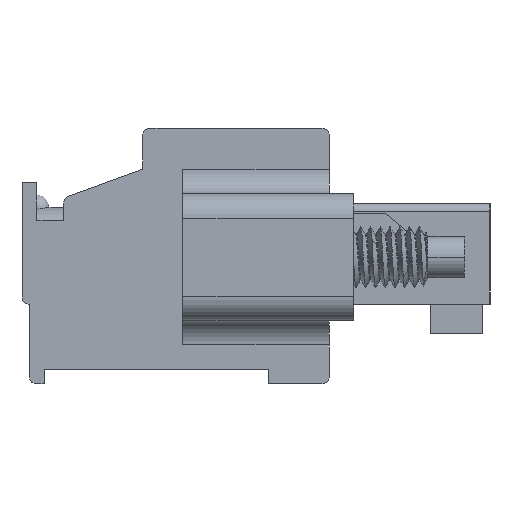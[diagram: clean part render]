
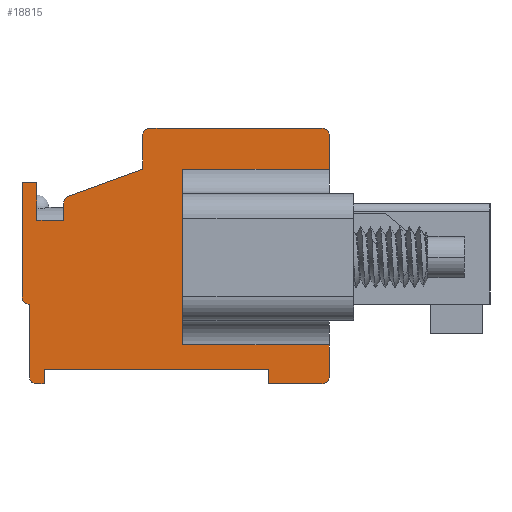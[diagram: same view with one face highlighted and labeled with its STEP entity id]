
A CAD part, left-side view. The second image highlights one B-rep face of the part: STEP entity #18815.
In plain terms, the highlighted planar face has unit normal (-1, 0, 0).
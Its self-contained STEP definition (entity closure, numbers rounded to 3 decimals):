
#2623=CARTESIAN_POINT('',(0.,3.43,2.221));
#2624=DIRECTION('',(-1.,0.,0.));
#2625=DIRECTION('',(0.,0.342,0.94));
#2626=AXIS2_PLACEMENT_3D('',#2623,#2624,#2625);
#2628=DIRECTION('',(0.,-0.94,0.342));
#2629=VECTOR('',#2628,3.238);
#2630=CARTESIAN_POINT('',(0.,3.533,2.503));
#2631=LINE('',#2630,#2629);
#2632=DIRECTION('',(0.,0.,1.));
#2633=VECTOR('',#2632,1.39);
#2634=CARTESIAN_POINT('',(0.,0.49,3.61));
#2635=LINE('',#2634,#2633);
#2636=CARTESIAN_POINT('',(0.,0.19,5.));
#2637=DIRECTION('',(1.,0.,0.));
#2638=DIRECTION('',(0.,1.,0.));
#2639=AXIS2_PLACEMENT_3D('',#2636,#2637,#2638);
#2641=DIRECTION('',(0.,-1.,0.));
#2642=VECTOR('',#2641,7.05);
#2643=CARTESIAN_POINT('',(0.,0.19,5.3));
#2644=LINE('',#2643,#2642);
#2645=CARTESIAN_POINT('',(0.,-6.86,5.));
#2646=DIRECTION('',(1.,0.,0.));
#2647=DIRECTION('',(0.,0.,1.));
#2648=AXIS2_PLACEMENT_3D('',#2645,#2646,#2647);
#2650=DIRECTION('',(0.,0.,-1.));
#2651=VECTOR('',#2650,1.4);
#2652=CARTESIAN_POINT('',(0.,-7.16,5.));
#2653=LINE('',#2652,#2651);
#2654=DIRECTION('',(0.,0.,-1.));
#2655=VECTOR('',#2654,1.3);
#2656=CARTESIAN_POINT('',(0.,-7.16,-3.6));
#2657=LINE('',#2656,#2655);
#2658=CARTESIAN_POINT('',(0.,-6.86,-4.9));
#2659=DIRECTION('',(1.,0.,0.));
#2660=DIRECTION('',(0.,-1.,0.));
#2661=AXIS2_PLACEMENT_3D('',#2658,#2659,#2660);
#2663=DIRECTION('',(0.,1.,0.));
#2664=VECTOR('',#2663,2.2);
#2665=CARTESIAN_POINT('',(0.,-6.86,-5.2));
#2666=LINE('',#2665,#2664);
#2667=DIRECTION('',(0.,0.,1.));
#2668=VECTOR('',#2667,0.61);
#2669=CARTESIAN_POINT('',(0.,-4.66,-5.2));
#2670=LINE('',#2669,#2668);
#2671=DIRECTION('',(0.,1.,0.));
#2672=VECTOR('',#2671,9.19);
#2673=CARTESIAN_POINT('',(0.,-4.66,-4.59));
#2674=LINE('',#2673,#2672);
#2675=DIRECTION('',(0.,0.,-1.));
#2676=VECTOR('',#2675,0.61);
#2677=CARTESIAN_POINT('',(0.,4.53,-4.59));
#2678=LINE('',#2677,#2676);
#2679=DIRECTION('',(0.,1.,0.));
#2680=VECTOR('',#2679,0.31);
#2681=CARTESIAN_POINT('',(0.,4.53,-5.2));
#2682=LINE('',#2681,#2680);
#2683=CARTESIAN_POINT('',(0.,4.84,-4.9));
#2684=DIRECTION('',(1.,0.,0.));
#2685=DIRECTION('',(0.,0.,-1.));
#2686=AXIS2_PLACEMENT_3D('',#2683,#2684,#2685);
#2688=DIRECTION('',(0.,0.,1.));
#2689=VECTOR('',#2688,2.97);
#2690=CARTESIAN_POINT('',(0.,5.14,-4.9));
#2691=LINE('',#2690,#2689);
#2692=CARTESIAN_POINT('',(0.,5.14,-1.63));
#2693=DIRECTION('',(-1.,0.,0.));
#2694=DIRECTION('',(0.,1.,0.));
#2695=AXIS2_PLACEMENT_3D('',#2692,#2693,#2694);
#2697=DIRECTION('',(0.,-1.,0.));
#2698=VECTOR('',#2697,0.61);
#2699=CARTESIAN_POINT('',(0.,5.44,3.06));
#2700=LINE('',#2699,#2698);
#2701=DIRECTION('',(0.,0.,-1.));
#2702=VECTOR('',#2701,1.55);
#2703=CARTESIAN_POINT('',(0.,4.83,3.06));
#2704=LINE('',#2703,#2702);
#6341=DIRECTION('',(0.,0.,1.));
#6342=VECTOR('',#6341,4.69);
#6343=CARTESIAN_POINT('',(0.,5.44,-1.63));
#6344=LINE('',#6343,#6342);
#6591=DIRECTION('',(0.,1.,0.));
#6592=VECTOR('',#6591,1.1);
#6593=CARTESIAN_POINT('',(0.,3.73,1.51));
#6594=LINE('',#6593,#6592);
#6623=DIRECTION('',(0.,0.,-1.));
#6624=VECTOR('',#6623,0.711);
#6625=CARTESIAN_POINT('',(0.,3.73,2.221));
#6626=LINE('',#6625,#6624);
#9141=DIRECTION('',(0.,1.,0.));
#9142=VECTOR('',#9141,6.);
#9143=CARTESIAN_POINT('',(0.,-7.16,3.6));
#9144=LINE('',#9143,#9142);
#9211=DIRECTION('',(0.,-1.,0.));
#9212=VECTOR('',#9211,6.);
#9213=CARTESIAN_POINT('',(0.,-1.16,-3.6));
#9214=LINE('',#9213,#9212);
#9235=DIRECTION('',(0.,0.,1.));
#9236=VECTOR('',#9235,7.2);
#9237=CARTESIAN_POINT('',(0.,-1.16,-3.6));
#9238=LINE('',#9237,#9236);
#12820=CARTESIAN_POINT('',(0.,-7.16,-4.9));
#12821=CARTESIAN_POINT('',(0.,-6.86,-5.2));
#12822=VERTEX_POINT('',#12820);
#12823=VERTEX_POINT('',#12821);
#12824=CARTESIAN_POINT('',(0.,-4.66,-5.2));
#12825=VERTEX_POINT('',#12824);
#12826=CARTESIAN_POINT('',(0.,-4.66,-4.59));
#12827=VERTEX_POINT('',#12826);
#12828=CARTESIAN_POINT('',(0.,4.53,-4.59));
#12829=VERTEX_POINT('',#12828);
#12830=CARTESIAN_POINT('',(0.,4.53,-5.2));
#12831=VERTEX_POINT('',#12830);
#12832=CARTESIAN_POINT('',(0.,4.84,-5.2));
#12833=VERTEX_POINT('',#12832);
#12834=CARTESIAN_POINT('',(0.,5.14,-4.9));
#12835=VERTEX_POINT('',#12834);
#12836=CARTESIAN_POINT('',(0.,0.49,3.61));
#12837=CARTESIAN_POINT('',(0.,0.49,5.));
#12838=VERTEX_POINT('',#12836);
#12839=VERTEX_POINT('',#12837);
#12840=CARTESIAN_POINT('',(0.,0.19,5.3));
#12841=VERTEX_POINT('',#12840);
#12842=CARTESIAN_POINT('',(0.,-6.86,5.3));
#12843=VERTEX_POINT('',#12842);
#12844=CARTESIAN_POINT('',(0.,-7.16,5.));
#12845=VERTEX_POINT('',#12844);
#13102=CARTESIAN_POINT('',(0.,-1.16,-3.6));
#13103=CARTESIAN_POINT('',(0.,-1.16,3.6));
#13104=VERTEX_POINT('',#13102);
#13105=VERTEX_POINT('',#13103);
#13106=CARTESIAN_POINT('',(0.,-7.16,-3.6));
#13107=VERTEX_POINT('',#13106);
#13108=CARTESIAN_POINT('',(0.,-7.16,3.6));
#13109=VERTEX_POINT('',#13108);
#15108=CARTESIAN_POINT('',(0.,5.44,3.06));
#15110=VERTEX_POINT('',#15108);
#15128=CARTESIAN_POINT('',(0.,5.44,-1.63));
#15129=CARTESIAN_POINT('',(0.,5.14,-1.93));
#15130=VERTEX_POINT('',#15128);
#15131=VERTEX_POINT('',#15129);
#15140=CARTESIAN_POINT('',(0.,3.73,1.51));
#15141=VERTEX_POINT('',#15140);
#15164=CARTESIAN_POINT('',(0.,3.533,
2.503));
#15165=CARTESIAN_POINT('',(0.,3.73,2.221));
#15166=VERTEX_POINT('',#15164);
#15167=VERTEX_POINT('',#15165);
#15172=CARTESIAN_POINT('',(0.,4.83,3.06));
#15173=CARTESIAN_POINT('',(0.,4.83,1.51));
#15174=VERTEX_POINT('',#15172);
#15175=VERTEX_POINT('',#15173);
#18761=CARTESIAN_POINT('',(0.,0.,0.));
#18762=DIRECTION('',(1.,0.,0.));
#18763=DIRECTION('',(0.,0.,-1.));
#18764=AXIS2_PLACEMENT_3D('',#18761,#18762,#18763);
#18765=PLANE('',#18764);
#18766=ORIENTED_EDGE('',*,*,#18751,.F.);
#18768=ORIENTED_EDGE('',*,*,#18767,.T.);
#18770=ORIENTED_EDGE('',*,*,#18769,.T.);
#18772=ORIENTED_EDGE('',*,*,#18771,.T.);
#18774=ORIENTED_EDGE('',*,*,#18773,.T.);
#18776=ORIENTED_EDGE('',*,*,#18775,.T.);
#18777=ORIENTED_EDGE('',*,*,#15413,.T.);
#18779=ORIENTED_EDGE('',*,*,#18778,.T.);
#18781=ORIENTED_EDGE('',*,*,#18780,.F.);
#18783=ORIENTED_EDGE('',*,*,#18782,.T.);
#18784=ORIENTED_EDGE('',*,*,#15401,.T.);
#18786=ORIENTED_EDGE('',*,*,#18785,.T.);
#18788=ORIENTED_EDGE('',*,*,#18787,.T.);
#18790=ORIENTED_EDGE('',*,*,#18789,.T.);
#18792=ORIENTED_EDGE('',*,*,#18791,.T.);
#18794=ORIENTED_EDGE('',*,*,#18793,.T.);
#18796=ORIENTED_EDGE('',*,*,#18795,.T.);
#18798=ORIENTED_EDGE('',*,*,#18797,.T.);
#18800=ORIENTED_EDGE('',*,*,#18799,.T.);
#18802=ORIENTED_EDGE('',*,*,#18801,.F.);
#18804=ORIENTED_EDGE('',*,*,#18803,.T.);
#18806=ORIENTED_EDGE('',*,*,#18805,.T.);
#18808=ORIENTED_EDGE('',*,*,#18807,.T.);
#18810=ORIENTED_EDGE('',*,*,#18809,.F.);
#18812=ORIENTED_EDGE('',*,*,#18811,.F.);
#18813=EDGE_LOOP('',(#18766,#18768,#18770,#18772,#18774,#18776,#18777,#18779,
#18781,#18783,#18784,#18786,#18788,#18790,#18792,#18794,#18796,#18798,#18800,
#18802,#18804,#18806,#18808,#18810,#18812));
#18814=FACE_OUTER_BOUND('',#18813,.F.);
#18815=ADVANCED_FACE('',(#18814),#18765,.F.);
#2627=CIRCLE('',#2626,0.3);
#2640=CIRCLE('',#2639,0.3);
#2649=CIRCLE('',#2648,0.3);
#2662=CIRCLE('',#2661,0.3);
#2687=CIRCLE('',#2686,0.3);
#2696=CIRCLE('',#2695,0.3);
#15401=EDGE_CURVE('',#13107,#12822,#2657,.T.);
#15413=EDGE_CURVE('',#12845,#13109,#2653,.T.);
#18751=EDGE_CURVE('',#15166,#15167,#2627,.T.);
#18767=EDGE_CURVE('',#15166,#12838,#2631,.T.);
#18769=EDGE_CURVE('',#12838,#12839,#2635,.T.);
#18771=EDGE_CURVE('',#12839,#12841,#2640,.T.);
#18773=EDGE_CURVE('',#12841,#12843,#2644,.T.);
#18775=EDGE_CURVE('',#12843,#12845,#2649,.T.);
#18778=EDGE_CURVE('',#13109,#13105,#9144,.T.);
#18780=EDGE_CURVE('',#13104,#13105,#9238,.T.);
#18782=EDGE_CURVE('',#13104,#13107,#9214,.T.);
#18785=EDGE_CURVE('',#12822,#12823,#2662,.T.);
#18787=EDGE_CURVE('',#12823,#12825,#2666,.T.);
#18789=EDGE_CURVE('',#12825,#12827,#2670,.T.);
#18791=EDGE_CURVE('',#12827,#12829,#2674,.T.);
#18793=EDGE_CURVE('',#12829,#12831,#2678,.T.);
#18795=EDGE_CURVE('',#12831,#12833,#2682,.T.);
#18797=EDGE_CURVE('',#12833,#12835,#2687,.T.);
#18799=EDGE_CURVE('',#12835,#15131,#2691,.T.);
#18801=EDGE_CURVE('',#15130,#15131,#2696,.T.);
#18803=EDGE_CURVE('',#15130,#15110,#6344,.T.);
#18805=EDGE_CURVE('',#15110,#15174,#2700,.T.);
#18807=EDGE_CURVE('',#15174,#15175,#2704,.T.);
#18809=EDGE_CURVE('',#15141,#15175,#6594,.T.);
#18811=EDGE_CURVE('',#15167,#15141,#6626,.T.);
